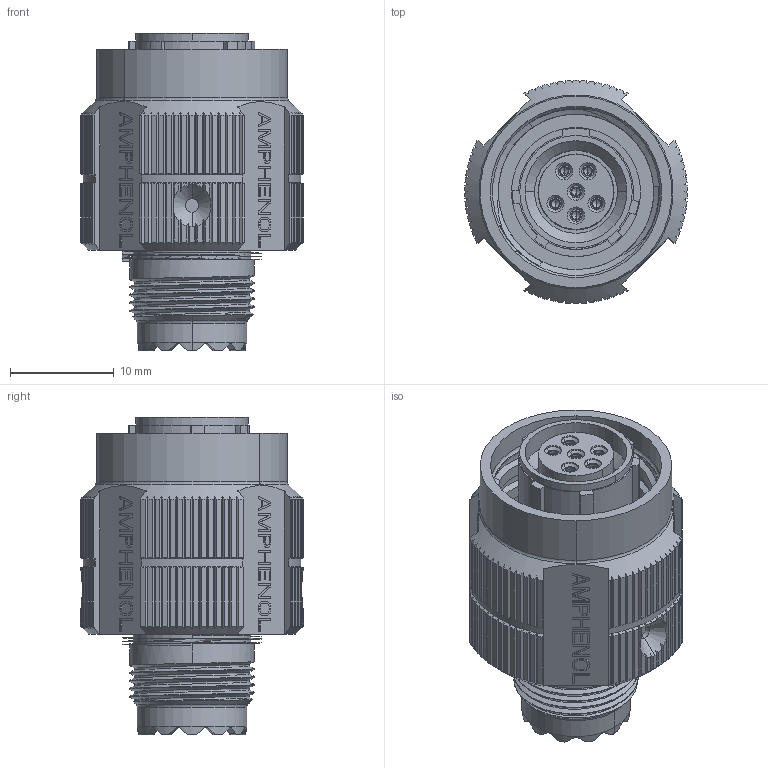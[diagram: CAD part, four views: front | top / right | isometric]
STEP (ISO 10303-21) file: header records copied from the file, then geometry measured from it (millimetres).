
FILE_DESCRIPTION((''),'2;1');
FILE_NAME('TVS06DS-9-35S_SW','2022-03-29T13:35:38',('sigmaxadm'),(''),'CREO PARAMETRIC BY PTC INC, 2021184','CREO PARAMETRIC BY PTC INC, 2021184','');
FILE_SCHEMA(('CONFIG_CONTROL_DESIGN'));
Products named in the file (1): TVS06DS-9-35S_SW
Bounding box: 21.49 x 21.49 x 30.63 mm (x, y, z)
Volume: 4854.9 mm3; surface area: 7706.1 mm2
Topology: 7 solids, 8 shells, 1629 faces, 4143 edges, 2608 vertices
Faces by surface type: plane 943, cylinder 387, cone 204, torus 74, bspline 21
Entity records: 62381 total; most frequent: CARTESIAN_POINT 24008, ORIENTED_EDGE 8234, DIRECTION 7526, EDGE_CURVE 4117, VERTEX_POINT 2608, AXIS2_PLACEMENT_3D 2557, VECTOR 2412, LINE 2412
